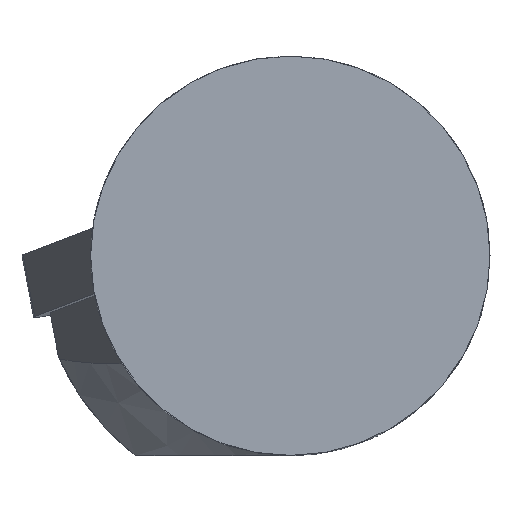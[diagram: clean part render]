
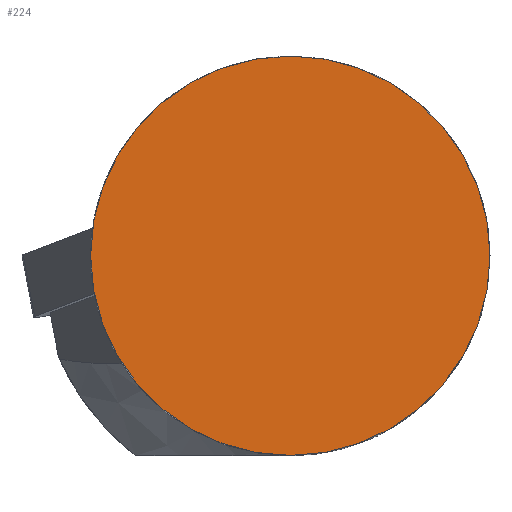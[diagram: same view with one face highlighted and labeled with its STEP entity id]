
A CAD part, top view. The second image highlights one B-rep face of the part: STEP entity #224.
In plain terms, the highlighted planar face has unit normal (0, 0, 1).
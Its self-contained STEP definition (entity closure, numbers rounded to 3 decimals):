
#165=CIRCLE('',#993,20.);
#224=ADVANCED_FACE('',(#292),#255,.T.);
#255=PLANE('',#1039);
#292=FACE_OUTER_BOUND('',#335,.T.);
#335=EDGE_LOOP('',(#531));
#531=ORIENTED_EDGE('',*,*,#728,.T.);
#643=VERTEX_POINT('',#1497);
#728=EDGE_CURVE('',#643,#643,#165,.T.);
#993=AXIS2_PLACEMENT_3D('',#1496,#1139,#1140);
#1039=AXIS2_PLACEMENT_3D('',#1634,#1244,#1245);
#1139=DIRECTION('',(0.,0.,1.));
#1140=DIRECTION('',(1.,0.,0.));
#1244=DIRECTION('',(0.,0.,1.));
#1245=DIRECTION('',(1.,0.,0.));
#1496=CARTESIAN_POINT('',(0.,0.,0.));
#1497=CARTESIAN_POINT('',(20.,0.,0.));
#1634=CARTESIAN_POINT('',(0.,0.,0.));
